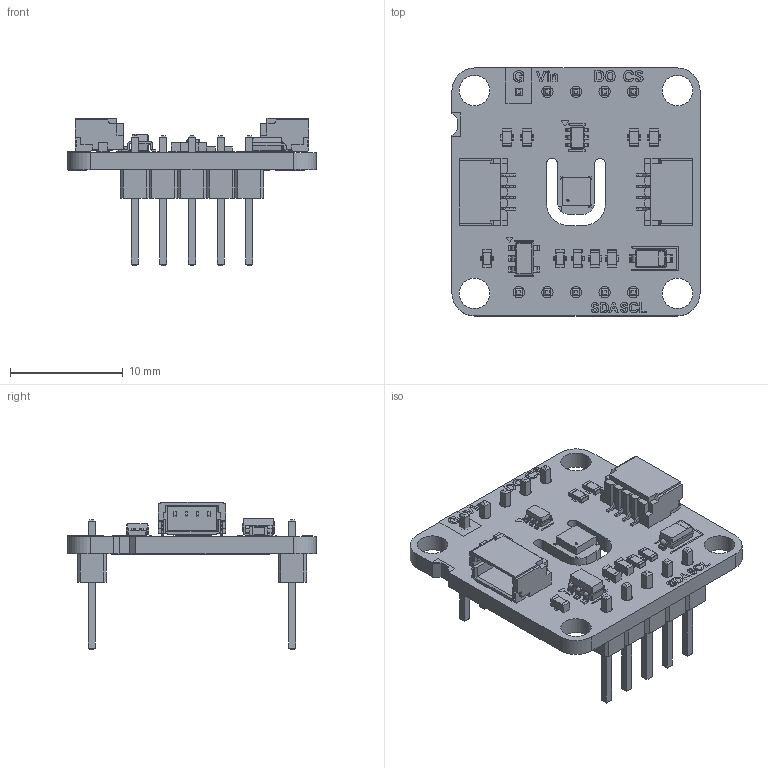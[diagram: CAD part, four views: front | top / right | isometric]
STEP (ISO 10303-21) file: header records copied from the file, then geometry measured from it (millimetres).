
FILE_DESCRIPTION(('KiCad electronic assembly'),'2;1');
FILE_NAME('STP_AX22_0026.step','2025-07-07T23:46:51',('Pcbnew'),('Kicad' ),'Open CASCADE STEP processor 7.8','KiCad to STEP converter', 'Unknown');
FILE_SCHEMA(('AUTOMOTIVE_DESIGN { 1 0 10303 214 1 1 1 1 }'));
Length unit declared in the file: millimetre
Products named in the file (11): STP_AX22_0026 1; Bosch_LGA-8_2.5x2.5mm_P0.65mm_ClockwisePinNumbering; R_0603_1608Metric; SM04B-SRSS-TB(LF)(SN)--3DModel-STEP-269445; SOT-363_SC-70-6; SOT-23-5; C_0603_1608Metric; PinHeader_1x05_P2.54mm_Vertical; D_SOD-123; AX22_BME280_silkscreen; AX22_BME280_PCB
Assembly tree (19 placements, depth 2):
  STP_AX22_0026 1
    Bosch_LGA-8_2.5x2.5mm_P0.65mm_ClockwisePinNumbering
    R_0603_1608Metric  x6
    SM04B-SRSS-TB(LF)(SN)--3DModel-STEP-269445  x2
    SOT-363_SC-70-6
    SOT-23-5
    C_0603_1608Metric  x3
    PinHeader_1x05_P2.54mm_Vertical  x2
    D_SOD-123
    AX22_BME280_silkscreen
    AX22_BME280_PCB
Bounding box: 22 x 22 x 13.11 mm (x, y, z)
Volume: 959.6 mm3; surface area: 2207 mm2
Topology: 30 solids, 99 shells, 1397 faces, 4947 edges, 3709 vertices
Faces by surface type: plane 1071, cylinder 241, bspline 85
Full cylindrical faces by diameter (mm): 0.2 x1, 1 x10, 2.7 x4
Entity records: 40820 total; most frequent: CARTESIAN_POINT 7535, ORIENTED_EDGE 5549, DIRECTION 5534, EDGE_CURVE 3523, LINE 2906, VECTOR 2906, VERTEX_POINT 2783, AXIS2_PLACEMENT_3D 1314
